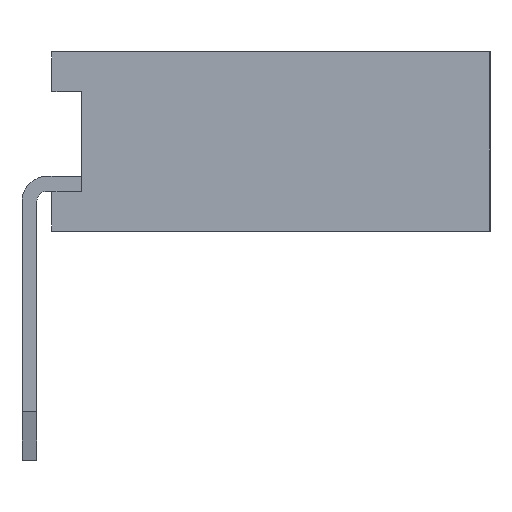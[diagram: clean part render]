
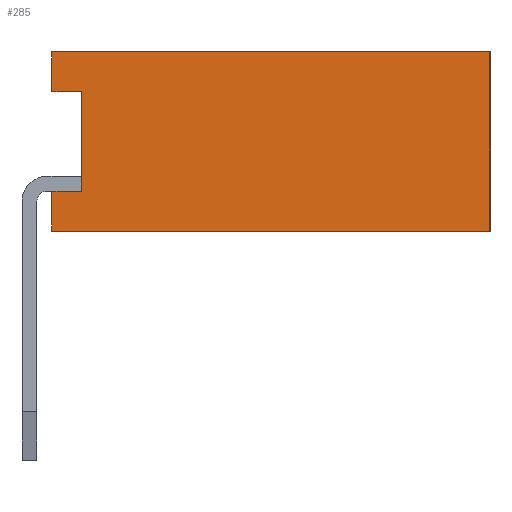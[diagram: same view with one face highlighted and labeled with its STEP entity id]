
A CAD part, left-side view. The second image highlights one B-rep face of the part: STEP entity #285.
In plain terms, the highlighted planar face has unit normal (-1, 0, 0).
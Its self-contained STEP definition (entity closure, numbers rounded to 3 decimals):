
#285=ADVANCED_FACE('',(#8855),#8857,.T.);
#8855=FACE_BOUND('',#8856,.T.);
#8856=EDGE_LOOP('',(#15701,#15702,#15703,#15704,#15705,#15706,#15707,#15708));
#8857=PLANE('',#8858);
#8858=AXIS2_PLACEMENT_3D('',#8859,#8860,#8861);
#8859=CARTESIAN_POINT('',(-0.635,-4.625,0.));
#8860=DIRECTION('',(-1.,0.,0.));
#8861=DIRECTION('',(0.,0.,1.));
#15701=ORIENTED_EDGE('',*,*,#20749,.T.);
#15702=ORIENTED_EDGE('',*,*,#20825,.T.);
#15703=ORIENTED_EDGE('',*,*,#20678,.T.);
#15704=ORIENTED_EDGE('',*,*,#20824,.F.);
#15705=ORIENTED_EDGE('',*,*,#20826,.F.);
#15706=ORIENTED_EDGE('',*,*,#20827,.T.);
#15707=ORIENTED_EDGE('',*,*,#20828,.T.);
#15708=ORIENTED_EDGE('',*,*,#20819,.F.);
#20678=EDGE_CURVE('',#23248,#23245,#23249,.F.);
#20749=EDGE_CURVE('',#23390,#23388,#23391,.F.);
#20819=EDGE_CURVE('',#23390,#23523,#23524,.T.);
#20824=EDGE_CURVE('',#23530,#23245,#23532,.T.);
#20825=EDGE_CURVE('',#23388,#23248,#23533,.T.);
#20826=EDGE_CURVE('',#23534,#23530,#23535,.T.);
#20827=EDGE_CURVE('',#23534,#23536,#23537,.T.);
#20828=EDGE_CURVE('',#23536,#23523,#23538,.T.);
#23245=VERTEX_POINT('',#27461);
#23248=VERTEX_POINT('',#27466);
#23249=LINE('',#27467,#27468);
#23388=VERTEX_POINT('',#27746);
#23390=VERTEX_POINT('',#27750);
#23391=LINE('',#27751,#27752);
#23523=VERTEX_POINT('',#28023);
#23524=LINE('',#28024,#28025);
#23530=VERTEX_POINT('',#28038);
#23532=LINE('',#28042,#28043);
#23533=LINE('',#28045,#28046);
#23534=VERTEX_POINT('',#28048);
#23535=LINE('',#28049,#28050);
#23536=VERTEX_POINT('',#28052);
#23537=LINE('',#28053,#28054);
#23538=LINE('',#28056,#28057);
#27461=CARTESIAN_POINT('',(-0.635,-0.225,0.4));
#27466=CARTESIAN_POINT('',(-0.635,-0.525,0.4));
#27467=CARTESIAN_POINT('',(-0.635,-0.225,0.4));
#27468=VECTOR('',#27469,1.);
#27469=DIRECTION('',(0.,-1.,0.));
#27746=CARTESIAN_POINT('',(-0.635,-0.525,1.4));
#27750=CARTESIAN_POINT('',(-0.635,-0.225,1.4));
#27751=CARTESIAN_POINT('',(-0.635,-0.525,1.4));
#27752=VECTOR('',#27753,1.);
#27753=DIRECTION('',(0.,1.,0.));
#28023=CARTESIAN_POINT('',(-0.635,-0.225,1.8));
#28024=CARTESIAN_POINT('',(-0.635,-0.225,1.4));
#28025=VECTOR('',#28026,1.);
#28026=DIRECTION('',(0.,0.,1.));
#28038=CARTESIAN_POINT('',(-0.635,-0.225,0.));
#28042=CARTESIAN_POINT('',(-0.635,-0.225,0.));
#28043=VECTOR('',#28044,1.);
#28044=DIRECTION('',(0.,0.,1.));
#28045=CARTESIAN_POINT('',(-0.635,-0.525,1.4));
#28046=VECTOR('',#28047,1.);
#28047=DIRECTION('',(0.,0.,-1.));
#28048=CARTESIAN_POINT('',(-0.635,-4.625,0.));
#28049=CARTESIAN_POINT('',(-0.635,-4.625,0.));
#28050=VECTOR('',#28051,1.);
#28051=DIRECTION('',(0.,1.,0.));
#28052=CARTESIAN_POINT('',(-0.635,-4.625,1.8));
#28053=CARTESIAN_POINT('',(-0.635,-4.625,0.));
#28054=VECTOR('',#28055,1.);
#28055=DIRECTION('',(0.,0.,1.));
#28056=CARTESIAN_POINT('',(-0.635,-4.625,1.8));
#28057=VECTOR('',#28058,1.);
#28058=DIRECTION('',(0.,1.,0.));
